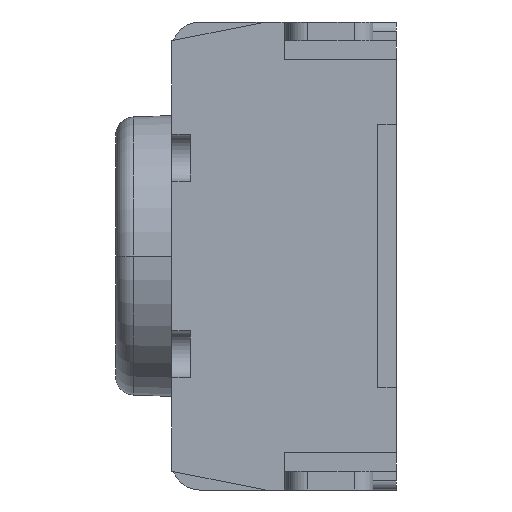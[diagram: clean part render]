
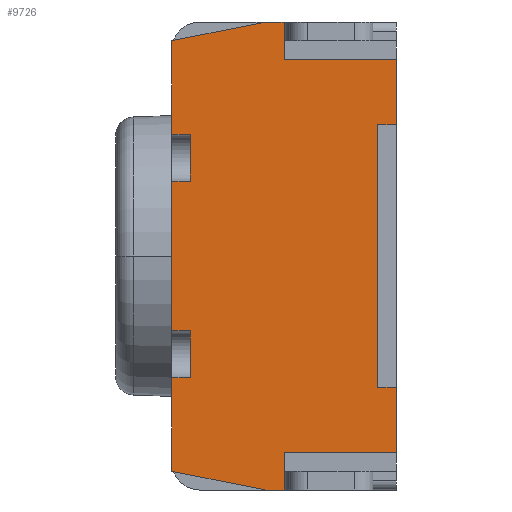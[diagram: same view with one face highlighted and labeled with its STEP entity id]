
A CAD part, left-side view. The second image highlights one B-rep face of the part: STEP entity #9726.
In plain terms, the highlighted planar face has unit normal (-1, 0, 0).
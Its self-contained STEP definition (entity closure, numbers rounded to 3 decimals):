
#133=DIRECTION('',(0.,0.,1.));
#134=VECTOR('',#133,0.35);
#135=CARTESIAN_POINT('',(-1.5,0.,-1.05));
#136=LINE('',#135,#134);
#149=DIRECTION('',(0.,0.,1.));
#150=VECTOR('',#149,0.35);
#151=CARTESIAN_POINT('',(-1.5,0.,0.7));
#152=LINE('',#151,#150);
#1885=DIRECTION('',(0.,1.,0.));
#1886=VECTOR('',#1885,0.6);
#1887=CARTESIAN_POINT('',(-1.5,0.,1.05));
#1888=LINE('',#1887,#1886);
#1889=DIRECTION('',(0.,1.,0.));
#1890=VECTOR('',#1889,0.1);
#1891=CARTESIAN_POINT('',(-1.5,0.,0.7));
#1892=LINE('',#1891,#1890);
#1893=DIRECTION('',(0.,0.,1.));
#1894=VECTOR('',#1893,1.4);
#1895=CARTESIAN_POINT('',(-1.5,0.1,-0.7));
#1896=LINE('',#1895,#1894);
#1897=DIRECTION('',(0.,1.,0.));
#1898=VECTOR('',#1897,0.1);
#1899=CARTESIAN_POINT('',(-1.5,0.,-0.7));
#1900=LINE('',#1899,#1898);
#1901=DIRECTION('',(0.,1.,0.));
#1902=VECTOR('',#1901,0.6);
#1903=CARTESIAN_POINT('',(-1.5,0.,-1.05));
#1904=LINE('',#1903,#1902);
#1905=DIRECTION('',(0.,1.,0.));
#1906=VECTOR('',#1905,0.1);
#1907=CARTESIAN_POINT('',(-1.5,0.6,-1.25));
#1908=LINE('',#1907,#1906);
#1909=DIRECTION('',(0.,-0.981,-0.196));
#1910=VECTOR('',#1909,0.51);
#1911=CARTESIAN_POINT('',(-1.5,1.2,-1.15));
#1912=LINE('',#1911,#1910);
#1913=DIRECTION('',(0.,1.,0.));
#1914=VECTOR('',#1913,0.1);
#1915=CARTESIAN_POINT('',(-1.5,1.1,-0.65));
#1916=LINE('',#1915,#1914);
#1917=DIRECTION('',(0.,0.,-1.));
#1918=VECTOR('',#1917,0.25);
#1919=CARTESIAN_POINT('',(-1.5,1.1,-0.4));
#1920=LINE('',#1919,#1918);
#1921=DIRECTION('',(0.,1.,0.));
#1922=VECTOR('',#1921,0.1);
#1923=CARTESIAN_POINT('',(-1.5,1.1,-0.4));
#1924=LINE('',#1923,#1922);
#1925=DIRECTION('',(0.,1.,0.));
#1926=VECTOR('',#1925,0.1);
#1927=CARTESIAN_POINT('',(-1.5,1.1,0.4));
#1928=LINE('',#1927,#1926);
#1929=DIRECTION('',(0.,0.,-1.));
#1930=VECTOR('',#1929,0.25);
#1931=CARTESIAN_POINT('',(-1.5,1.1,0.65));
#1932=LINE('',#1931,#1930);
#1933=DIRECTION('',(0.,1.,0.));
#1934=VECTOR('',#1933,0.1);
#1935=CARTESIAN_POINT('',(-1.5,1.1,0.65));
#1936=LINE('',#1935,#1934);
#1937=DIRECTION('',(0.,0.981,-0.196));
#1938=VECTOR('',#1937,0.51);
#1939=CARTESIAN_POINT('',(-1.5,0.7,1.25));
#1940=LINE('',#1939,#1938);
#1993=DIRECTION('',(0.,0.,1.));
#1994=VECTOR('',#1993,0.2);
#1995=CARTESIAN_POINT('',(-1.5,0.6,-1.25));
#1996=LINE('',#1995,#1994);
#2005=DIRECTION('',(0.,0.,1.));
#2006=VECTOR('',#2005,0.2);
#2007=CARTESIAN_POINT('',(-1.5,0.6,1.05));
#2008=LINE('',#2007,#2006);
#2215=DIRECTION('',(0.,1.,0.));
#2216=VECTOR('',#2215,0.1);
#2217=CARTESIAN_POINT('',(-1.5,0.6,1.25));
#2218=LINE('',#2217,#2216);
#2336=DIRECTION('',(0.,0.,1.));
#2337=VECTOR('',#2336,0.5);
#2338=CARTESIAN_POINT('',(-1.5,1.2,-1.15));
#2339=LINE('',#2338,#2337);
#2418=DIRECTION('',(0.,0.,1.));
#2419=VECTOR('',#2418,0.5);
#2420=CARTESIAN_POINT('',(-1.5,1.2,0.65));
#2421=LINE('',#2420,#2419);
#2427=DIRECTION('',(0.,0.,1.));
#2428=VECTOR('',#2427,0.8);
#2429=CARTESIAN_POINT('',(-1.5,1.2,-0.4));
#2430=LINE('',#2429,#2428);
#6677=CARTESIAN_POINT('',(-1.5,0.1,-0.7));
#6678=CARTESIAN_POINT('',(-1.5,0.1,0.7));
#6679=VERTEX_POINT('',#6677);
#6680=VERTEX_POINT('',#6678);
#6681=CARTESIAN_POINT('',(-1.5,0.,-0.7));
#6682=VERTEX_POINT('',#6681);
#6683=CARTESIAN_POINT('',(-1.5,0.,0.7));
#6684=VERTEX_POINT('',#6683);
#6699=CARTESIAN_POINT('',(-1.5,0.6,1.25));
#6701=VERTEX_POINT('',#6699);
#6711=CARTESIAN_POINT('',(-1.5,0.6,-1.25));
#6712=VERTEX_POINT('',#6711);
#6721=CARTESIAN_POINT('',(-1.5,1.2,-1.15));
#6722=CARTESIAN_POINT('',(-1.5,0.7,-1.25));
#6723=VERTEX_POINT('',#6721);
#6724=VERTEX_POINT('',#6722);
#6741=CARTESIAN_POINT('',(-1.5,0.7,1.25));
#6742=VERTEX_POINT('',#6741);
#6743=CARTESIAN_POINT('',(-1.5,1.2,1.15));
#6744=VERTEX_POINT('',#6743);
#6745=CARTESIAN_POINT('',(-1.5,1.2,-0.4));
#6746=CARTESIAN_POINT('',(-1.5,1.2,-0.65));
#6747=VERTEX_POINT('',#6745);
#6748=VERTEX_POINT('',#6746);
#6749=CARTESIAN_POINT('',(-1.5,1.2,0.65));
#6750=CARTESIAN_POINT('',(-1.5,1.2,0.4));
#6751=VERTEX_POINT('',#6749);
#6752=VERTEX_POINT('',#6750);
#6761=CARTESIAN_POINT('',(-1.5,1.1,0.65));
#6762=CARTESIAN_POINT('',(-1.5,1.1,0.4));
#6763=VERTEX_POINT('',#6761);
#6764=VERTEX_POINT('',#6762);
#6765=CARTESIAN_POINT('',(-1.5,1.1,-0.4));
#6766=CARTESIAN_POINT('',(-1.5,1.1,-0.65));
#6767=VERTEX_POINT('',#6765);
#6768=VERTEX_POINT('',#6766);
#6817=CARTESIAN_POINT('',(-1.5,0.,1.05));
#6819=VERTEX_POINT('',#6817);
#6833=CARTESIAN_POINT('',(-1.5,0.,-1.05));
#6834=VERTEX_POINT('',#6833);
#6841=CARTESIAN_POINT('',(-1.5,0.6,1.05));
#6842=VERTEX_POINT('',#6841);
#6851=CARTESIAN_POINT('',(-1.5,0.6,-1.05));
#6852=VERTEX_POINT('',#6851);
#9678=CARTESIAN_POINT('',(-1.5,0.,-1.25));
#9679=DIRECTION('',(-1.,0.,0.));
#9680=DIRECTION('',(0.,0.,1.));
#9681=AXIS2_PLACEMENT_3D('',#9678,#9679,#9680);
#9682=PLANE('',#9681);
#9684=ORIENTED_EDGE('',*,*,#9683,.F.);
#9685=ORIENTED_EDGE('',*,*,#9669,.F.);
#9686=ORIENTED_EDGE('',*,*,#8628,.F.);
#9688=ORIENTED_EDGE('',*,*,#9687,.T.);
#9690=ORIENTED_EDGE('',*,*,#9689,.F.);
#9692=ORIENTED_EDGE('',*,*,#9691,.F.);
#9693=ORIENTED_EDGE('',*,*,#8620,.F.);
#9695=ORIENTED_EDGE('',*,*,#9694,.T.);
#9697=ORIENTED_EDGE('',*,*,#9696,.F.);
#9699=ORIENTED_EDGE('',*,*,#9698,.T.);
#9701=ORIENTED_EDGE('',*,*,#9700,.F.);
#9703=ORIENTED_EDGE('',*,*,#9702,.T.);
#9705=ORIENTED_EDGE('',*,*,#9704,.F.);
#9707=ORIENTED_EDGE('',*,*,#9706,.F.);
#9709=ORIENTED_EDGE('',*,*,#9708,.T.);
#9711=ORIENTED_EDGE('',*,*,#9710,.T.);
#9713=ORIENTED_EDGE('',*,*,#9712,.F.);
#9715=ORIENTED_EDGE('',*,*,#9714,.F.);
#9717=ORIENTED_EDGE('',*,*,#9716,.T.);
#9719=ORIENTED_EDGE('',*,*,#9718,.T.);
#9721=ORIENTED_EDGE('',*,*,#9720,.F.);
#9723=ORIENTED_EDGE('',*,*,#9722,.F.);
#9724=EDGE_LOOP('',(#9684,#9685,#9686,#9688,#9690,#9692,#9693,#9695,#9697,#9699,
#9701,#9703,#9705,#9707,#9709,#9711,#9713,#9715,#9717,#9719,#9721,#9723));
#9725=FACE_OUTER_BOUND('',#9724,.F.);
#8620=EDGE_CURVE('',#6834,#6682,#136,.T.);
#8628=EDGE_CURVE('',#6684,#6819,#152,.T.);
#9669=EDGE_CURVE('',#6819,#6842,#1888,.T.);
#9683=EDGE_CURVE('',#6842,#6701,#2008,.T.);
#9687=EDGE_CURVE('',#6684,#6680,#1892,.T.);
#9689=EDGE_CURVE('',#6679,#6680,#1896,.T.);
#9691=EDGE_CURVE('',#6682,#6679,#1900,.T.);
#9694=EDGE_CURVE('',#6834,#6852,#1904,.T.);
#9696=EDGE_CURVE('',#6712,#6852,#1996,.T.);
#9698=EDGE_CURVE('',#6712,#6724,#1908,.T.);
#9700=EDGE_CURVE('',#6723,#6724,#1912,.T.);
#9702=EDGE_CURVE('',#6723,#6748,#2339,.T.);
#9704=EDGE_CURVE('',#6768,#6748,#1916,.T.);
#9706=EDGE_CURVE('',#6767,#6768,#1920,.T.);
#9708=EDGE_CURVE('',#6767,#6747,#1924,.T.);
#9710=EDGE_CURVE('',#6747,#6752,#2430,.T.);
#9712=EDGE_CURVE('',#6764,#6752,#1928,.T.);
#9714=EDGE_CURVE('',#6763,#6764,#1932,.T.);
#9716=EDGE_CURVE('',#6763,#6751,#1936,.T.);
#9718=EDGE_CURVE('',#6751,#6744,#2421,.T.);
#9720=EDGE_CURVE('',#6742,#6744,#1940,.T.);
#9722=EDGE_CURVE('',#6701,#6742,#2218,.T.);
#9726=ADVANCED_FACE('',(#9725),#9682,.T.);
